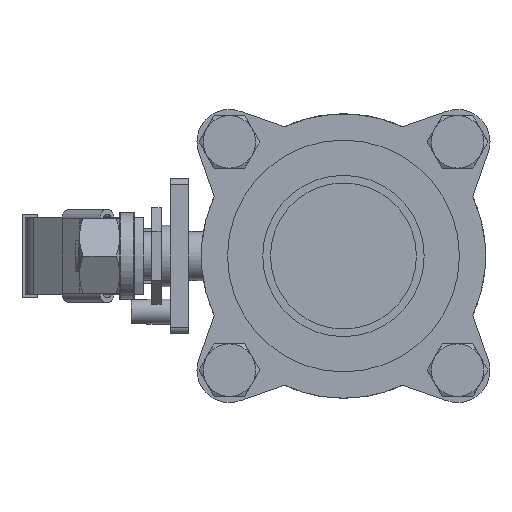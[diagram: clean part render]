
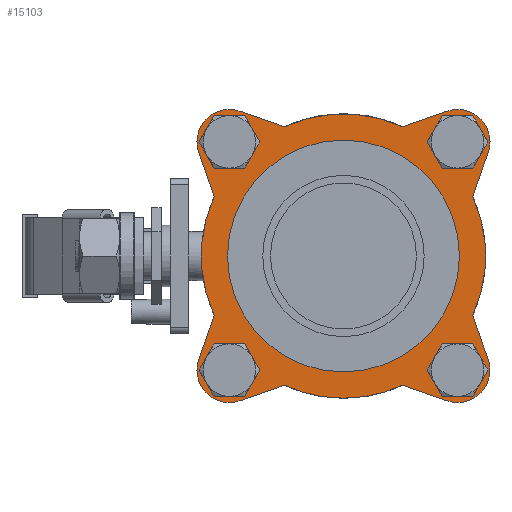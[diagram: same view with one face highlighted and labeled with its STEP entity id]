
A CAD part, left-side view. The second image highlights one B-rep face of the part: STEP entity #15103.
In plain terms, the highlighted planar face has unit normal (-1, 0, 0).
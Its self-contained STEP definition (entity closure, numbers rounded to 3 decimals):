
#67 = CARTESIAN_POINT ( 'NONE',  ( -43.5, 0., 0. ) ) ;
#138 = ORIENTED_EDGE ( 'NONE', *, *, #11218, .F. ) ;
#141 = VECTOR ( 'NONE', #1130, 1000. ) ;
#169 = CARTESIAN_POINT ( 'NONE',  ( -43.5, -19.182, -41.81 ) ) ;
#343 = ORIENTED_EDGE ( 'NONE', *, *, #1052, .T. ) ;
#435 = AXIS2_PLACEMENT_3D ( 'NONE', #10897, #6430, #13367 ) ;
#545 = VERTEX_POINT ( 'NONE', #5556 ) ;
#607 = EDGE_CURVE ( 'NONE', #13343, #2967, #14254, .T. ) ;
#608 = CARTESIAN_POINT ( 'NONE',  ( -43.5, -36.911, -36.911 ) ) ;
#618 = EDGE_CURVE ( 'NONE', #13740, #5986, #1652, .T. ) ;
#712 = VERTEX_POINT ( 'NONE', #9438 ) ;
#1002 = AXIS2_PLACEMENT_3D ( 'NONE', #2231, #10672, #4444 ) ;
#1006 = CARTESIAN_POINT ( 'NONE',  ( -43.5, 41.81, -19.182 ) ) ;
#1052 = EDGE_CURVE ( 'NONE', #12252, #6545, #4754, .T. ) ;
#1067 = VECTOR ( 'NONE', #13610, 1000. ) ;
#1080 = LINE ( 'NONE', #3513, #1444 ) ;
#1130 = DIRECTION ( 'NONE',  ( 0., -0.943, -0.332 ) ) ;
#1161 = CARTESIAN_POINT ( 'NONE',  ( -43.5, -46.817, -33.429 ) ) ;
#1391 = AXIS2_PLACEMENT_3D ( 'NONE', #11583, #9304, #4513 ) ;
#1444 = VECTOR ( 'NONE', #10854, 1000. ) ;
#1471 = AXIS2_PLACEMENT_3D ( 'NONE', #9530, #11965, #5288 ) ;
#1652 = LINE ( 'NONE', #10708, #14093 ) ;
#1724 = LINE ( 'NONE', #11205, #7558 ) ;
#1760 = DIRECTION ( 'NONE',  ( 0., 0., 1. ) ) ;
#2142 = CIRCLE ( 'NONE', #1002, 10.5 ) ;
#2231 = CARTESIAN_POINT ( 'NONE',  ( -43.5, 36.911, 36.911 ) ) ;
#2368 = CARTESIAN_POINT ( 'NONE',  ( -43.5, -19.182, 41.81 ) ) ;
#2478 = DIRECTION ( 'NONE',  ( 1., 0., 0. ) ) ;
#2513 = ORIENTED_EDGE ( 'NONE', *, *, #14342, .T. ) ;
#2520 = CARTESIAN_POINT ( 'NONE',  ( -43.5, 46.817, 33.429 ) ) ;
#2967 = VERTEX_POINT ( 'NONE', #5863 ) ;
#3038 = ORIENTED_EDGE ( 'NONE', *, *, #6888, .T. ) ;
#3164 = AXIS2_PLACEMENT_3D ( 'NONE', #608, #14135, #7024 ) ;
#3282 = CIRCLE ( 'NONE', #3164, 10.5 ) ;
#3356 = EDGE_LOOP ( 'NONE', ( #8529, #14978, #11426, #5256, #343, #4619, #3431, #14307, #10863, #7201, #6599, #3537, #5525, #138, #3038, #2513 ) ) ;
#3431 = ORIENTED_EDGE ( 'NONE', *, *, #618, .T. ) ;
#3513 = CARTESIAN_POINT ( 'NONE',  ( -43.5, -33.429, 46.817 ) ) ;
#3537 = ORIENTED_EDGE ( 'NONE', *, *, #7047, .T. ) ;
#3982 = DIRECTION ( 'NONE',  ( 1., 0., 0. ) ) ;
#4062 = CARTESIAN_POINT ( 'NONE',  ( -43.5, -41.81, 19.182 ) ) ;
#4269 = CIRCLE ( 'NONE', #14441, 46. ) ;
#4444 = DIRECTION ( 'NONE',  ( 0., 0., -1. ) ) ;
#4513 = DIRECTION ( 'NONE',  ( 0., 0., -1. ) ) ;
#4619 = ORIENTED_EDGE ( 'NONE', *, *, #7801, .F. ) ;
#4704 = VERTEX_POINT ( 'NONE', #2368 ) ;
#4754 = LINE ( 'NONE', #8439, #9253 ) ;
#5256 = ORIENTED_EDGE ( 'NONE', *, *, #9909, .T. ) ;
#5288 = DIRECTION ( 'NONE',  ( 0., 0., -1. ) ) ;
#5525 = ORIENTED_EDGE ( 'NONE', *, *, #9135, .T. ) ;
#5556 = CARTESIAN_POINT ( 'NONE',  ( -43.5, 19.182, -41.81 ) ) ;
#5576 = EDGE_CURVE ( 'NONE', #14452, #14452, #5711, .T. ) ;
#5663 = CARTESIAN_POINT ( 'NONE',  ( -43.5, -19.182, -41.81 ) ) ;
#5711 = CIRCLE ( 'NONE', #12809, 32. ) ;
#5863 = CARTESIAN_POINT ( 'NONE',  ( -43.5, -33.429, -46.817 ) ) ;
#5986 = VERTEX_POINT ( 'NONE', #11587 ) ;
#6037 = DIRECTION ( 'NONE',  ( 0., -0.332, -0.943 ) ) ;
#6105 = EDGE_LOOP ( 'NONE', ( #10698 ) ) ;
#6116 = CARTESIAN_POINT ( 'NONE',  ( -43.5, -46.817, -33.429 ) ) ;
#6117 = DIRECTION ( 'NONE',  ( 0., 0., 1. ) ) ;
#6327 = AXIS2_PLACEMENT_3D ( 'NONE', #10668, #14448, #13082 ) ;
#6430 = DIRECTION ( 'NONE',  ( 1., 0., 0. ) ) ;
#6540 = EDGE_CURVE ( 'NONE', #11277, #4704, #1080, .T. ) ;
#6545 = VERTEX_POINT ( 'NONE', #14594 ) ;
#6599 = ORIENTED_EDGE ( 'NONE', *, *, #607, .T. ) ;
#6672 = CARTESIAN_POINT ( 'NONE',  ( -43.5, 33.429, -46.817 ) ) ;
#6679 = EDGE_CURVE ( 'NONE', #5986, #9482, #10860, .T. ) ;
#6685 = LINE ( 'NONE', #1161, #6859 ) ;
#6859 = VECTOR ( 'NONE', #9466, 1000. ) ;
#6888 = EDGE_CURVE ( 'NONE', #13178, #712, #10087, .T. ) ;
#7024 = DIRECTION ( 'NONE',  ( 0., 0., -1. ) ) ;
#7047 = EDGE_CURVE ( 'NONE', #2967, #12292, #3282, .T. ) ;
#7170 = VERTEX_POINT ( 'NONE', #10616 ) ;
#7201 = ORIENTED_EDGE ( 'NONE', *, *, #9037, .F. ) ;
#7286 = FACE_OUTER_BOUND ( 'NONE', #3356, .T. ) ;
#7558 = VECTOR ( 'NONE', #8522, 1000. ) ;
#7801 = EDGE_CURVE ( 'NONE', #13740, #6545, #11591, .T. ) ;
#8439 = CARTESIAN_POINT ( 'NONE',  ( -43.5, 46.817, 33.429 ) ) ;
#8522 = DIRECTION ( 'NONE',  ( 0., 0.943, 0.332 ) ) ;
#8529 = ORIENTED_EDGE ( 'NONE', *, *, #6540, .T. ) ;
#8815 = CIRCLE ( 'NONE', #6327, 10.5 ) ;
#9037 = EDGE_CURVE ( 'NONE', #13343, #545, #15158, .T. ) ;
#9079 = CARTESIAN_POINT ( 'NONE',  ( -43.5, 36.911, 36.911 ) ) ;
#9135 = EDGE_CURVE ( 'NONE', #12292, #11272, #6685, .T. ) ;
#9253 = VECTOR ( 'NONE', #6037, 1000. ) ;
#9304 = DIRECTION ( 'NONE',  ( 1., 0., 0. ) ) ;
#9359 = FACE_BOUND ( 'NONE', #6105, .T. ) ;
#9438 = CARTESIAN_POINT ( 'NONE',  ( -43.5, -46.817, 33.429 ) ) ;
#9451 = CARTESIAN_POINT ( 'NONE',  ( -43.5, -41.81, 19.182 ) ) ;
#9466 = DIRECTION ( 'NONE',  ( 0., 0.332, 0.943 ) ) ;
#9482 = VERTEX_POINT ( 'NONE', #6672 ) ;
#9530 = CARTESIAN_POINT ( 'NONE',  ( -43.5, 0., 0. ) ) ;
#9667 = CARTESIAN_POINT ( 'NONE',  ( -43.5, 36.911, -36.911 ) ) ;
#9823 = CARTESIAN_POINT ( 'NONE',  ( -43.5, 33.429, -46.817 ) ) ;
#9909 = EDGE_CURVE ( 'NONE', #13436, #12252, #2142, .T. ) ;
#9982 = DIRECTION ( 'NONE',  ( 0., 0., -1. ) ) ;
#10011 = CIRCLE ( 'NONE', #435, 46. ) ;
#10087 = LINE ( 'NONE', #4062, #1067 ) ;
#10178 = DIRECTION ( 'NONE',  ( -1., 0., 0. ) ) ;
#10545 = AXIS2_PLACEMENT_3D ( 'NONE', #9667, #14304, #11890 ) ;
#10616 = CARTESIAN_POINT ( 'NONE',  ( -43.5, 19.182, 41.81 ) ) ;
#10668 = CARTESIAN_POINT ( 'NONE',  ( -43.5, -36.911, 36.911 ) ) ;
#10672 = DIRECTION ( 'NONE',  ( -1., 0., 0. ) ) ;
#10698 = ORIENTED_EDGE ( 'NONE', *, *, #5576, .T. ) ;
#10708 = CARTESIAN_POINT ( 'NONE',  ( -43.5, 41.81, -19.182 ) ) ;
#10854 = DIRECTION ( 'NONE',  ( 0., 0.943, -0.332 ) ) ;
#10860 = CIRCLE ( 'NONE', #10545, 10.5 ) ;
#10863 = ORIENTED_EDGE ( 'NONE', *, *, #12829, .T. ) ;
#10897 = CARTESIAN_POINT ( 'NONE',  ( -43.5, 0., 0. ) ) ;
#11205 = CARTESIAN_POINT ( 'NONE',  ( -43.5, 19.182, 41.81 ) ) ;
#11209 = EDGE_CURVE ( 'NONE', #7170, #13436, #1724, .T. ) ;
#11218 = EDGE_CURVE ( 'NONE', #13178, #11272, #10011, .T. ) ;
#11272 = VERTEX_POINT ( 'NONE', #12510 ) ;
#11277 = VERTEX_POINT ( 'NONE', #12619 ) ;
#11426 = ORIENTED_EDGE ( 'NONE', *, *, #11209, .T. ) ;
#11583 = CARTESIAN_POINT ( 'NONE',  ( -43.5, 0., 0. ) ) ;
#11587 = CARTESIAN_POINT ( 'NONE',  ( -43.5, 46.817, -33.429 ) ) ;
#11591 = CIRCLE ( 'NONE', #1471, 46. ) ;
#11866 = DIRECTION ( 'NONE',  ( 0., 0.332, -0.943 ) ) ;
#11890 = DIRECTION ( 'NONE',  ( 0., 0., -1. ) ) ;
#11965 = DIRECTION ( 'NONE',  ( 1., 0., 0. ) ) ;
#12241 = DIRECTION ( 'NONE',  ( 0., -0.943, 0.332 ) ) ;
#12252 = VERTEX_POINT ( 'NONE', #2520 ) ;
#12292 = VERTEX_POINT ( 'NONE', #6116 ) ;
#12394 = VECTOR ( 'NONE', #12241, 1000. ) ;
#12510 = CARTESIAN_POINT ( 'NONE',  ( -43.5, -41.81, -19.182 ) ) ;
#12530 = PLANE ( 'NONE',  #15145 ) ;
#12619 = CARTESIAN_POINT ( 'NONE',  ( -43.5, -33.429, 46.817 ) ) ;
#12809 = AXIS2_PLACEMENT_3D ( 'NONE', #67, #2478, #6117 ) ;
#12829 = EDGE_CURVE ( 'NONE', #9482, #545, #15062, .T. ) ;
#13082 = DIRECTION ( 'NONE',  ( 0., 0., -1. ) ) ;
#13178 = VERTEX_POINT ( 'NONE', #9451 ) ;
#13343 = VERTEX_POINT ( 'NONE', #169 ) ;
#13367 = DIRECTION ( 'NONE',  ( 0., 0., -1. ) ) ;
#13436 = VERTEX_POINT ( 'NONE', #13480 ) ;
#13480 = CARTESIAN_POINT ( 'NONE',  ( -43.5, 33.429, 46.817 ) ) ;
#13610 = DIRECTION ( 'NONE',  ( 0., -0.332, 0.943 ) ) ;
#13740 = VERTEX_POINT ( 'NONE', #1006 ) ;
#14093 = VECTOR ( 'NONE', #11866, 1000. ) ;
#14135 = DIRECTION ( 'NONE',  ( -1., 0., 0. ) ) ;
#14254 = LINE ( 'NONE', #5663, #141 ) ;
#14304 = DIRECTION ( 'NONE',  ( -1., 0., 0. ) ) ;
#14307 = ORIENTED_EDGE ( 'NONE', *, *, #6679, .T. ) ;
#14342 = EDGE_CURVE ( 'NONE', #712, #11277, #8815, .T. ) ;
#14441 = AXIS2_PLACEMENT_3D ( 'NONE', #14631, #3982, #9982 ) ;
#14448 = DIRECTION ( 'NONE',  ( -1., 0., 0. ) ) ;
#14452 = VERTEX_POINT ( 'NONE', #15270 ) ;
#14594 = CARTESIAN_POINT ( 'NONE',  ( -43.5, 41.81, 19.182 ) ) ;
#14631 = CARTESIAN_POINT ( 'NONE',  ( -43.5, 0., 0. ) ) ;
#14978 = ORIENTED_EDGE ( 'NONE', *, *, #15388, .F. ) ;
#15062 = LINE ( 'NONE', #9823, #12394 ) ;
#15103 = ADVANCED_FACE ( 'NONE', ( #9359, #7286 ), #12530, .T. ) ;
#15145 = AXIS2_PLACEMENT_3D ( 'NONE', #9079, #10178, #1760 ) ;
#15158 = CIRCLE ( 'NONE', #1391, 46. ) ;
#15270 = CARTESIAN_POINT ( 'NONE',  ( -43.5, 0., 32. ) ) ;
#15388 = EDGE_CURVE ( 'NONE', #7170, #4704, #4269, .T. ) ;
